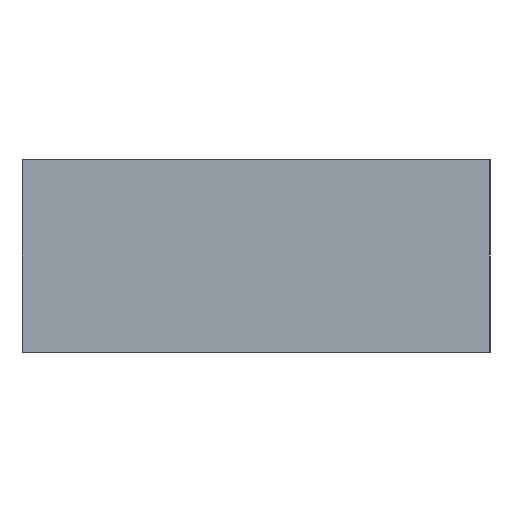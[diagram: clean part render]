
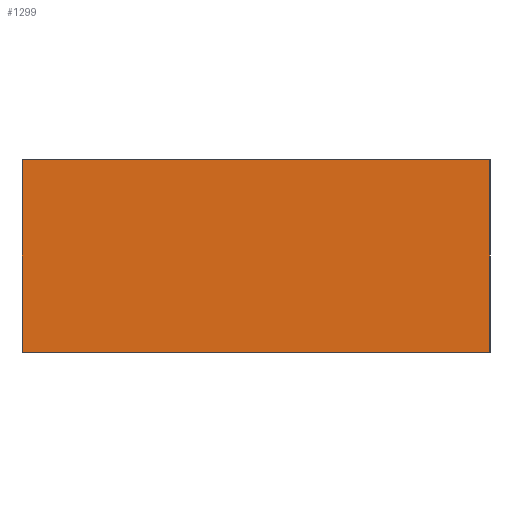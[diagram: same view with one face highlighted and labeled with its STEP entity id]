
A CAD part, left-side view. The second image highlights one B-rep face of the part: STEP entity #1299.
In plain terms, the highlighted planar face has unit normal (-1, 0, 0).
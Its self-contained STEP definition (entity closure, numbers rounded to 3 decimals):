
#230=ORIENTED_EDGE('',*,*,#581,.T.);
#231=ORIENTED_EDGE('',*,*,#582,.T.);
#232=ORIENTED_EDGE('',*,*,#527,.F.);
#233=ORIENTED_EDGE('',*,*,#543,.T.);
#527=EDGE_CURVE('',#703,#704,#833,.T.);
#543=EDGE_CURVE('',#703,#719,#838,.T.);
#581=EDGE_CURVE('',#719,#756,#844,.T.);
#582=EDGE_CURVE('',#756,#704,#845,.T.);
#703=VERTEX_POINT('',#1698);
#704=VERTEX_POINT('',#1699);
#719=VERTEX_POINT('',#1959);
#756=VERTEX_POINT('',#2314);
#833=LINE('',#1697,#895);
#838=LINE('',#1960,#900);
#844=LINE('',#2313,#906);
#845=LINE('',#2315,#907);
#895=VECTOR('',#1483,1000.);
#900=VECTOR('',#1490,1000.);
#906=VECTOR('',#1510,1000.);
#907=VECTOR('',#1511,1000.);
#974=EDGE_LOOP('',(#230,#231,#232,#233));
#1118=FACE_BOUND('',#974,.T.);
#1247=PLANE('',#1411);
#1299=ADVANCED_FACE('',(#1118),#1247,.F.);
#1411=AXIS2_PLACEMENT_3D('',#2312,#1508,#1509);
#1483=DIRECTION('',(0.,0.,-1.));
#1490=DIRECTION('',(0.,1.,0.));
#1508=DIRECTION('',(1.,0.,0.));
#1509=DIRECTION('',(0.,0.,-1.));
#1510=DIRECTION('',(0.,0.,-1.));
#1511=DIRECTION('',(0.,-1.,0.));
#1697=CARTESIAN_POINT('',(-63.,-8.5,5.));
#1698=CARTESIAN_POINT('',(-63.,-8.5,5.));
#1699=CARTESIAN_POINT('',(-63.,-8.5,-2.));
#1959=CARTESIAN_POINT('',(-63.,8.5,5.));
#1960=CARTESIAN_POINT('',(-63.,-8.5,5.));
#2312=CARTESIAN_POINT('',(-63.,-8.5,5.));
#2313=CARTESIAN_POINT('',(-63.,8.5,5.));
#2314=CARTESIAN_POINT('',(-63.,8.5,-2.));
#2315=CARTESIAN_POINT('',(-63.,8.5,-2.));
